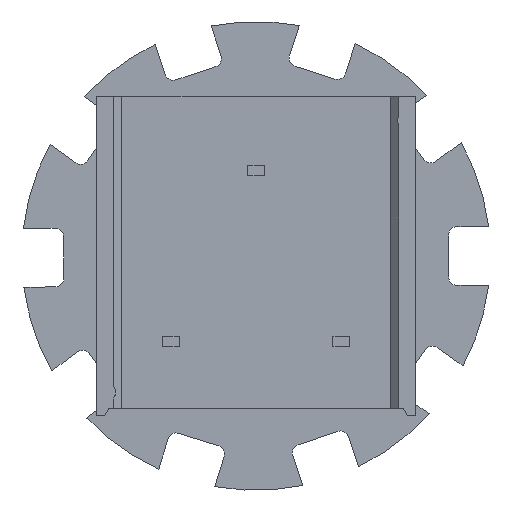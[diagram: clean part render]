
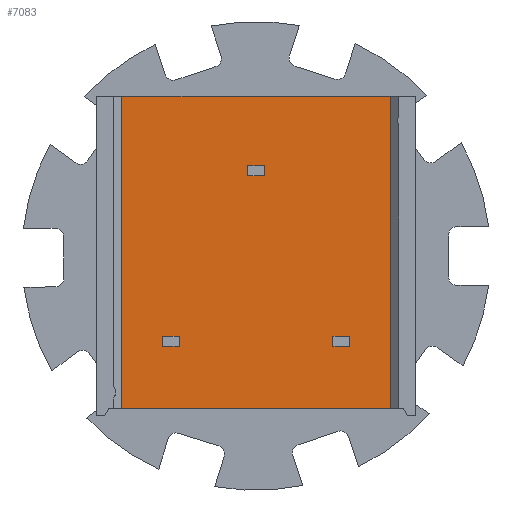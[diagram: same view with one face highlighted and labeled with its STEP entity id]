
A CAD part, front view. The second image highlights one B-rep face of the part: STEP entity #7083.
In plain terms, the highlighted planar face has unit normal (0, -1, 0).
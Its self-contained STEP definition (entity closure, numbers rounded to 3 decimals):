
#140=LINE('',#8883,#543);
#201=LINE('',#9306,#604);
#204=LINE('',#9314,#607);
#244=LINE('',#9870,#647);
#297=LINE('',#10574,#700);
#298=LINE('',#10577,#701);
#299=LINE('',#10579,#702);
#300=LINE('',#10581,#703);
#301=LINE('',#10582,#704);
#302=LINE('',#10585,#705);
#303=LINE('',#10587,#706);
#304=LINE('',#10589,#707);
#305=LINE('',#10590,#708);
#306=LINE('',#10593,#709);
#307=LINE('',#10595,#710);
#308=LINE('',#10597,#711);
#543=VECTOR('',#7641,1000.);
#604=VECTOR('',#7768,1000.);
#607=VECTOR('',#7775,1000.);
#647=VECTOR('',#7871,1000.);
#700=VECTOR('',#8020,1000.);
#701=VECTOR('',#8021,1000.);
#702=VECTOR('',#8022,1000.);
#703=VECTOR('',#8023,1000.);
#704=VECTOR('',#8024,1000.);
#705=VECTOR('',#8025,1000.);
#706=VECTOR('',#8026,1000.);
#707=VECTOR('',#8027,1000.);
#708=VECTOR('',#8028,1000.);
#709=VECTOR('',#8029,1000.);
#710=VECTOR('',#8030,1000.);
#711=VECTOR('',#8031,1000.);
#1531=ORIENTED_EDGE('',*,*,#2880,.T.);
#1532=ORIENTED_EDGE('',*,*,#2881,.T.);
#1533=ORIENTED_EDGE('',*,*,#2882,.T.);
#1534=ORIENTED_EDGE('',*,*,#2883,.T.);
#1535=ORIENTED_EDGE('',*,*,#2884,.T.);
#1536=ORIENTED_EDGE('',*,*,#2885,.T.);
#1537=ORIENTED_EDGE('',*,*,#2886,.T.);
#1538=ORIENTED_EDGE('',*,*,#2887,.T.);
#1539=ORIENTED_EDGE('',*,*,#2888,.T.);
#1540=ORIENTED_EDGE('',*,*,#2889,.T.);
#1541=ORIENTED_EDGE('',*,*,#2890,.T.);
#1542=ORIENTED_EDGE('',*,*,#2891,.T.);
#1543=ORIENTED_EDGE('',*,*,#2675,.T.);
#1544=ORIENTED_EDGE('',*,*,#2537,.T.);
#1545=ORIENTED_EDGE('',*,*,#2671,.F.);
#1546=ORIENTED_EDGE('',*,*,#2776,.F.);
#2537=EDGE_CURVE('',#3308,#3309,#140,.T.);
#2671=EDGE_CURVE('',#3441,#3309,#201,.T.);
#2675=EDGE_CURVE('',#3445,#3308,#204,.T.);
#2776=EDGE_CURVE('',#3445,#3441,#244,.T.);
#2880=EDGE_CURVE('',#3578,#3579,#297,.T.);
#2881=EDGE_CURVE('',#3579,#3580,#298,.T.);
#2882=EDGE_CURVE('',#3580,#3581,#299,.T.);
#2883=EDGE_CURVE('',#3581,#3578,#300,.T.);
#2884=EDGE_CURVE('',#3582,#3583,#301,.T.);
#2885=EDGE_CURVE('',#3583,#3584,#302,.T.);
#2886=EDGE_CURVE('',#3584,#3585,#303,.T.);
#2887=EDGE_CURVE('',#3585,#3582,#304,.T.);
#2888=EDGE_CURVE('',#3586,#3587,#305,.T.);
#2889=EDGE_CURVE('',#3587,#3588,#306,.T.);
#2890=EDGE_CURVE('',#3588,#3589,#307,.T.);
#2891=EDGE_CURVE('',#3589,#3586,#308,.T.);
#3308=VERTEX_POINT('',#8884);
#3309=VERTEX_POINT('',#8885);
#3441=VERTEX_POINT('',#9305);
#3445=VERTEX_POINT('',#9315);
#3578=VERTEX_POINT('',#10575);
#3579=VERTEX_POINT('',#10576);
#3580=VERTEX_POINT('',#10578);
#3581=VERTEX_POINT('',#10580);
#3582=VERTEX_POINT('',#10583);
#3583=VERTEX_POINT('',#10584);
#3584=VERTEX_POINT('',#10586);
#3585=VERTEX_POINT('',#10588);
#3586=VERTEX_POINT('',#10591);
#3587=VERTEX_POINT('',#10592);
#3588=VERTEX_POINT('',#10594);
#3589=VERTEX_POINT('',#10596);
#4178=EDGE_LOOP('',(#1531,#1532,#1533,#1534));
#4179=EDGE_LOOP('',(#1535,#1536,#1537,#1538));
#4180=EDGE_LOOP('',(#1539,#1540,#1541,#1542));
#4181=EDGE_LOOP('',(#1543,#1544,#1545,#1546));
#4503=FACE_BOUND('',#4178,.T.);
#4504=FACE_BOUND('',#4179,.T.);
#4505=FACE_BOUND('',#4180,.T.);
#4506=FACE_BOUND('',#4181,.T.);
#4785=PLANE('',#7412);
#7083=ADVANCED_FACE('',(#4503,#4504,#4505,#4506),#4785,.F.);
#7412=AXIS2_PLACEMENT_3D('',#10573,#8018,#8019);
#7641=DIRECTION('',(-1.,0.,0.));
#7768=DIRECTION('',(0.,0.,1.));
#7775=DIRECTION('',(0.,0.,1.));
#7871=DIRECTION('',(-1.,0.,0.));
#8018=DIRECTION('',(0.,1.,0.));
#8019=DIRECTION('',(-1.,0.,0.));
#8020=DIRECTION('',(1.,0.,0.));
#8021=DIRECTION('',(0.,0.,-1.));
#8022=DIRECTION('',(-1.,0.,0.));
#8023=DIRECTION('',(0.,0.,1.));
#8024=DIRECTION('',(1.,0.,0.));
#8025=DIRECTION('',(0.,0.,-1.));
#8026=DIRECTION('',(-1.,0.,0.));
#8027=DIRECTION('',(0.,0.,1.));
#8028=DIRECTION('',(1.,0.,0.));
#8029=DIRECTION('',(0.,0.,-1.));
#8030=DIRECTION('',(-1.,0.,0.));
#8031=DIRECTION('',(0.,0.,1.));
#8883=CARTESIAN_POINT('',(4.,-4.58,4.76));
#8884=CARTESIAN_POINT('',(4.,-4.58,4.76));
#8885=CARTESIAN_POINT('',(-4.,-4.58,4.76));
#9305=CARTESIAN_POINT('',(-4.,-4.58,-4.543));
#9306=CARTESIAN_POINT('',(-4.,-4.58,-45.24));
#9314=CARTESIAN_POINT('',(4.,-4.58,-45.24));
#9315=CARTESIAN_POINT('',(4.,-4.58,-4.543));
#9870=CARTESIAN_POINT('',(4.385,-4.58,-4.543));
#10573=CARTESIAN_POINT('',(4.,-4.58,-45.24));
#10574=CARTESIAN_POINT('',(2.29,-4.58,-2.39));
#10575=CARTESIAN_POINT('',(2.29,-4.58,-2.39));
#10576=CARTESIAN_POINT('',(2.79,-4.58,-2.39));
#10577=CARTESIAN_POINT('',(2.79,-4.58,-2.39));
#10578=CARTESIAN_POINT('',(2.79,-4.58,-2.69));
#10579=CARTESIAN_POINT('',(2.79,-4.58,-2.69));
#10580=CARTESIAN_POINT('',(2.29,-4.58,-2.69));
#10581=CARTESIAN_POINT('',(2.29,-4.58,-2.69));
#10582=CARTESIAN_POINT('',(-2.79,-4.58,-2.39));
#10583=CARTESIAN_POINT('',(-2.79,-4.58,-2.39));
#10584=CARTESIAN_POINT('',(-2.29,-4.58,-2.39));
#10585=CARTESIAN_POINT('',(-2.29,-4.58,-2.39));
#10586=CARTESIAN_POINT('',(-2.29,-4.58,-2.69));
#10587=CARTESIAN_POINT('',(-2.29,-4.58,-2.69));
#10588=CARTESIAN_POINT('',(-2.79,-4.58,-2.69));
#10589=CARTESIAN_POINT('',(-2.79,-4.58,-2.69));
#10590=CARTESIAN_POINT('',(-0.25,-4.58,2.69));
#10591=CARTESIAN_POINT('',(-0.25,-4.58,2.69));
#10592=CARTESIAN_POINT('',(0.25,-4.58,2.69));
#10593=CARTESIAN_POINT('',(0.25,-4.58,2.69));
#10594=CARTESIAN_POINT('',(0.25,-4.58,2.39));
#10595=CARTESIAN_POINT('',(0.25,-4.58,2.39));
#10596=CARTESIAN_POINT('',(-0.25,-4.58,2.39));
#10597=CARTESIAN_POINT('',(-0.25,-4.58,2.39));
